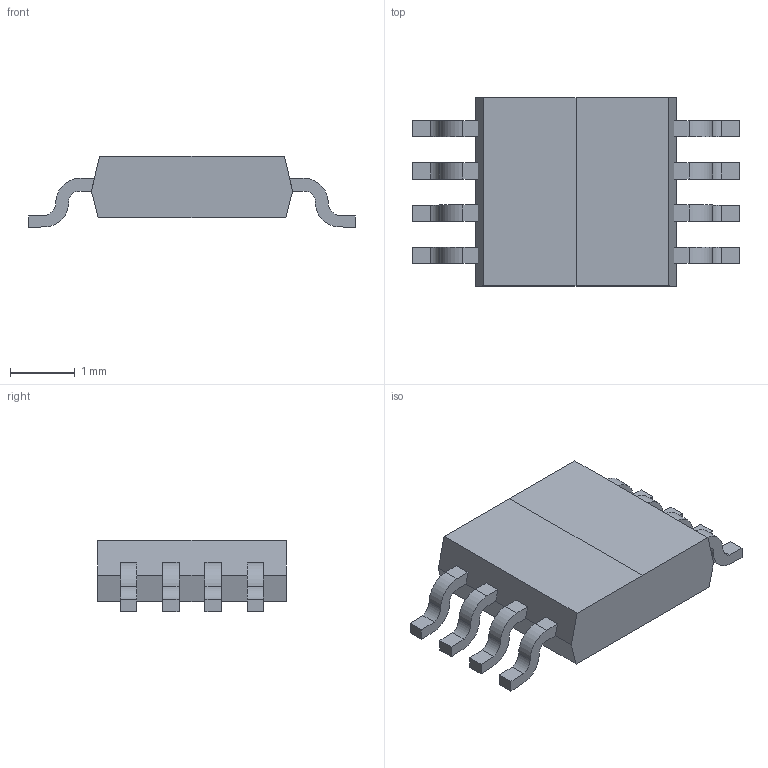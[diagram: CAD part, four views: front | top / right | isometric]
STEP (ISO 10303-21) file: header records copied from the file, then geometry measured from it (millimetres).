
FILE_DESCRIPTION(('FreeCAD Model'),'2;1');
FILE_NAME('Open CASCADE Shape Model','2023-05-30T01:15:40',(''),(''), 'Open CASCADE STEP processor 7.6','FreeCAD','Unknown');
FILE_SCHEMA(('AUTOMOTIVE_DESIGN { 1 0 10303 214 1 1 1 1 }'));
Length unit declared in the file: millimetre
Products named in the file (10): Unnamed; Pin4; Pin6; Pin5; Pin7; Pin8; Pin3; Pin2; Pin1; Base
Assembly tree (9 placements, depth 2):
  Unnamed
    Pin4
    Pin6
    Pin5
    Pin7
    Pin8
    Pin3
    Pin2
    Pin1
    Base
Bounding box: 5.04 x 2.9 x 1.1 mm (x, y, z)
Volume: 8.7 mm3; surface area: 38 mm2
Topology: 9 solids, 9 shells, 106 faces, 264 edges, 176 vertices
Faces by surface type: plane 74, cylinder 32
Entity records: 7026 total; most frequent: CARTESIAN_POINT 1468, DIRECTION 1024, LINE 664, VECTOR 664, ORIENTED_EDGE 528, PCURVE 528, DEFINITIONAL_REPRESENTATION 528, EDGE_CURVE 264
